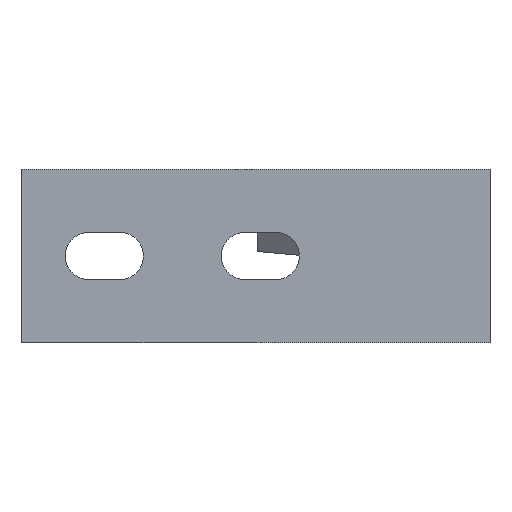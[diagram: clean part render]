
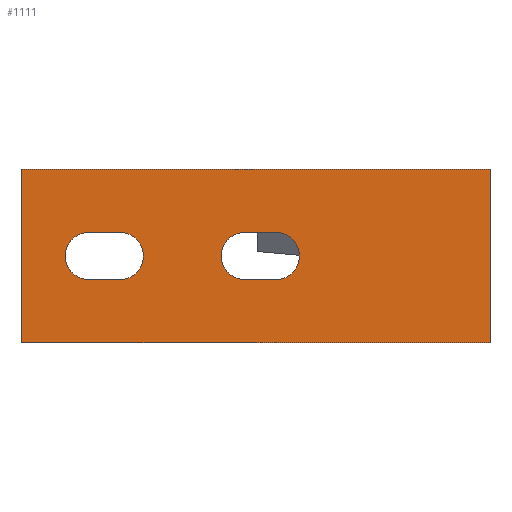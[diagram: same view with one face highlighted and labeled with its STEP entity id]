
A CAD part, left-side view. The second image highlights one B-rep face of the part: STEP entity #1111.
In plain terms, the highlighted face is planar.
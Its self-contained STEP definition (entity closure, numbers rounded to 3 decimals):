
#27 = VERTEX_POINT ( 'NONE', #820 ) ;
#31 = DIRECTION ( 'NONE',  ( 0., 1., 0. ) ) ;
#45 = EDGE_CURVE ( 'NONE', #1033, #27, #626, .T. ) ;
#64 = DIRECTION ( 'NONE',  ( 1., 0., 0. ) ) ;
#75 = VECTOR ( 'NONE', #1533, 1000. ) ;
#81 = VECTOR ( 'NONE', #64, 1000. ) ;
#127 = CARTESIAN_POINT ( 'NONE',  ( -5.5, 6., -2.5 ) ) ;
#145 = DIRECTION ( 'NONE',  ( 0., 0., 1. ) ) ;
#149 = EDGE_CURVE ( 'NONE', #1667, #1100, #332, .T. ) ;
#205 = CARTESIAN_POINT ( 'NONE',  ( -20., 6., 54. ) ) ;
#210 = CARTESIAN_POINT ( 'NONE',  ( 20., 6., 54. ) ) ;
#219 = ORIENTED_EDGE ( 'NONE', *, *, #830, .F. ) ;
#232 = LINE ( 'NONE', #205, #81 ) ;
#245 = EDGE_CURVE ( 'NONE', #706, #2102, #718, .T. ) ;
#258 = AXIS2_PLACEMENT_3D ( 'NONE', #507, #1778, #856 ) ;
#271 = CARTESIAN_POINT ( 'NONE',  ( -5.5, 6., -31.5 ) ) ;
#272 = CARTESIAN_POINT ( 'NONE',  ( 0., 6., -31.5 ) ) ;
#299 = EDGE_CURVE ( 'NONE', #1295, #1033, #1109, .T. ) ;
#302 = LINE ( 'NONE', #1476, #1461 ) ;
#330 = VERTEX_POINT ( 'NONE', #422 ) ;
#332 = LINE ( 'NONE', #1989, #1145 ) ;
#394 = DIRECTION ( 'NONE',  ( 0., 1., 0. ) ) ;
#401 = EDGE_CURVE ( 'NONE', #1000, #557, #576, .T. ) ;
#422 = CARTESIAN_POINT ( 'NONE',  ( -20., 6., 54. ) ) ;
#507 = CARTESIAN_POINT ( 'NONE',  ( 0., 6., 4.5 ) ) ;
#557 = VERTEX_POINT ( 'NONE', #1833 ) ;
#559 = LINE ( 'NONE', #2289, #1769 ) ;
#576 = LINE ( 'NONE', #210, #1494 ) ;
#582 = DIRECTION ( 'NONE',  ( 0., 0., 1. ) ) ;
#620 = DIRECTION ( 'NONE',  ( 0., 1., 0. ) ) ;
#626 = LINE ( 'NONE', #1766, #75 ) ;
#657 = EDGE_CURVE ( 'NONE', #2164, #1667, #952, .T. ) ;
#706 = VERTEX_POINT ( 'NONE', #1313 ) ;
#708 = EDGE_CURVE ( 'NONE', #330, #1222, #559, .T. ) ;
#718 = CIRCLE ( 'NONE', #1657, 5.5 ) ;
#727 = EDGE_CURVE ( 'NONE', #2102, #2164, #1299, .T. ) ;
#811 = ORIENTED_EDGE ( 'NONE', *, *, #149, .F. ) ;
#813 = CARTESIAN_POINT ( 'NONE',  ( -20., 6., -54. ) ) ;
#820 = CARTESIAN_POINT ( 'NONE',  ( 5.5, 6., -38.5 ) ) ;
#828 = AXIS2_PLACEMENT_3D ( 'NONE', #1176, #953, #1516 ) ;
#830 = EDGE_CURVE ( 'NONE', #2366, #1576, #1738, .T. ) ;
#844 = CIRCLE ( 'NONE', #1666, 5.5 ) ;
#856 = DIRECTION ( 'NONE',  ( 0., 0., 1. ) ) ;
#895 = ORIENTED_EDGE ( 'NONE', *, *, #1847, .F. ) ;
#931 = ORIENTED_EDGE ( 'NONE', *, *, #2357, .T. ) ;
#952 = CIRCLE ( 'NONE', #2336, 5.5 ) ;
#953 = DIRECTION ( 'NONE',  ( 0., 1., 0. ) ) ;
#958 = DIRECTION ( 'NONE',  ( 0., 0., -1. ) ) ;
#1000 = VERTEX_POINT ( 'NONE', #1277 ) ;
#1005 = EDGE_LOOP ( 'NONE', ( #1269, #219, #895, #2127, #1017 ) ) ;
#1017 = ORIENTED_EDGE ( 'NONE', *, *, #299, .F. ) ;
#1022 = EDGE_CURVE ( 'NONE', #1222, #557, #302, .T. ) ;
#1033 = VERTEX_POINT ( 'NONE', #1839 ) ;
#1100 = VERTEX_POINT ( 'NONE', #2096 ) ;
#1109 = CIRCLE ( 'NONE', #828, 5.5 ) ;
#1111 = ADVANCED_FACE ( 'NONE', ( #1852, #1124, #1890 ), #2083, .T. ) ;
#1124 = FACE_BOUND ( 'NONE', #1005, .T. ) ;
#1145 = VECTOR ( 'NONE', #2323, 1000. ) ;
#1147 = DIRECTION ( 'NONE',  ( 0., 0., -1. ) ) ;
#1176 = CARTESIAN_POINT ( 'NONE',  ( 0., 6., -31.5 ) ) ;
#1177 = CARTESIAN_POINT ( 'NONE',  ( 5.5, 6., 4.5 ) ) ;
#1222 = VERTEX_POINT ( 'NONE', #813 ) ;
#1269 = ORIENTED_EDGE ( 'NONE', *, *, #1978, .F. ) ;
#1270 = DIRECTION ( 'NONE',  ( 0., 1., 0. ) ) ;
#1277 = CARTESIAN_POINT ( 'NONE',  ( 20., 6., 54. ) ) ;
#1281 = ORIENTED_EDGE ( 'NONE', *, *, #245, .F. ) ;
#1295 = VERTEX_POINT ( 'NONE', #1991 ) ;
#1299 = LINE ( 'NONE', #1177, #2088 ) ;
#1313 = CARTESIAN_POINT ( 'NONE',  ( 0., 6., 10. ) ) ;
#1461 = VECTOR ( 'NONE', #2372, 1000. ) ;
#1476 = CARTESIAN_POINT ( 'NONE',  ( -20., 6., -54. ) ) ;
#1487 = CARTESIAN_POINT ( 'NONE',  ( 0., 6., -2.5 ) ) ;
#1494 = VECTOR ( 'NONE', #958, 1000. ) ;
#1505 = CIRCLE ( 'NONE', #258, 5.5 ) ;
#1516 = DIRECTION ( 'NONE',  ( 0., 0., 1. ) ) ;
#1533 = DIRECTION ( 'NONE',  ( 0., 0., -1. ) ) ;
#1542 = EDGE_LOOP ( 'NONE', ( #1660, #811, #2135, #1632, #1281 ) ) ;
#1576 = VERTEX_POINT ( 'NONE', #1768 ) ;
#1600 = AXIS2_PLACEMENT_3D ( 'NONE', #1896, #31, #2263 ) ;
#1632 = ORIENTED_EDGE ( 'NONE', *, *, #727, .F. ) ;
#1657 = AXIS2_PLACEMENT_3D ( 'NONE', #1810, #1270, #145 ) ;
#1660 = ORIENTED_EDGE ( 'NONE', *, *, #1708, .F. ) ;
#1666 = AXIS2_PLACEMENT_3D ( 'NONE', #272, #620, #1762 ) ;
#1667 = VERTEX_POINT ( 'NONE', #127 ) ;
#1671 = DIRECTION ( 'NONE',  ( 0., 1., 0. ) ) ;
#1702 = DIRECTION ( 'NONE',  ( 0., 0., 1. ) ) ;
#1708 = EDGE_CURVE ( 'NONE', #1100, #706, #1505, .T. ) ;
#1721 = ORIENTED_EDGE ( 'NONE', *, *, #401, .T. ) ;
#1738 = LINE ( 'NONE', #271, #1854 ) ;
#1762 = DIRECTION ( 'NONE',  ( 0., 0., 1. ) ) ;
#1766 = CARTESIAN_POINT ( 'NONE',  ( 5.5, 6., -31.5 ) ) ;
#1768 = CARTESIAN_POINT ( 'NONE',  ( -5.5, 6., -31.5 ) ) ;
#1769 = VECTOR ( 'NONE', #2085, 1000. ) ;
#1777 = AXIS2_PLACEMENT_3D ( 'NONE', #2072, #1671, #582 ) ;
#1778 = DIRECTION ( 'NONE',  ( 0., 1., 0. ) ) ;
#1810 = CARTESIAN_POINT ( 'NONE',  ( 0., 6., 4.5 ) ) ;
#1833 = CARTESIAN_POINT ( 'NONE',  ( 20., 6., -54. ) ) ;
#1839 = CARTESIAN_POINT ( 'NONE',  ( 5.5, 6., -31.5 ) ) ;
#1847 = EDGE_CURVE ( 'NONE', #27, #2366, #1908, .T. ) ;
#1852 = FACE_BOUND ( 'NONE', #1542, .T. ) ;
#1853 = CARTESIAN_POINT ( 'NONE',  ( 5.5, 6., 4.5 ) ) ;
#1854 = VECTOR ( 'NONE', #1968, 1000. ) ;
#1890 = FACE_OUTER_BOUND ( 'NONE', #1914, .T. ) ;
#1896 = CARTESIAN_POINT ( 'NONE',  ( 0., 6., -38.5 ) ) ;
#1908 = CIRCLE ( 'NONE', #1600, 5.5 ) ;
#1914 = EDGE_LOOP ( 'NONE', ( #931, #1721, #2377, #2133 ) ) ;
#1968 = DIRECTION ( 'NONE',  ( 0., 0., 1. ) ) ;
#1978 = EDGE_CURVE ( 'NONE', #1576, #1295, #844, .T. ) ;
#1989 = CARTESIAN_POINT ( 'NONE',  ( -5.5, 6., 4.5 ) ) ;
#1991 = CARTESIAN_POINT ( 'NONE',  ( 0., 6., -26. ) ) ;
#2023 = CARTESIAN_POINT ( 'NONE',  ( 5.5, 6., -2.5 ) ) ;
#2072 = CARTESIAN_POINT ( 'NONE',  ( 0., 6., 0. ) ) ;
#2083 = PLANE ( 'NONE',  #1777 ) ;
#2085 = DIRECTION ( 'NONE',  ( 0., 0., -1. ) ) ;
#2088 = VECTOR ( 'NONE', #1147, 1000. ) ;
#2096 = CARTESIAN_POINT ( 'NONE',  ( -5.5, 6., 4.5 ) ) ;
#2102 = VERTEX_POINT ( 'NONE', #1853 ) ;
#2127 = ORIENTED_EDGE ( 'NONE', *, *, #45, .F. ) ;
#2133 = ORIENTED_EDGE ( 'NONE', *, *, #708, .F. ) ;
#2135 = ORIENTED_EDGE ( 'NONE', *, *, #657, .F. ) ;
#2164 = VERTEX_POINT ( 'NONE', #2023 ) ;
#2263 = DIRECTION ( 'NONE',  ( 0., 0., 1. ) ) ;
#2276 = CARTESIAN_POINT ( 'NONE',  ( -5.5, 6., -38.5 ) ) ;
#2289 = CARTESIAN_POINT ( 'NONE',  ( -20., 6., 54. ) ) ;
#2323 = DIRECTION ( 'NONE',  ( 0., 0., 1. ) ) ;
#2336 = AXIS2_PLACEMENT_3D ( 'NONE', #1487, #394, #1702 ) ;
#2357 = EDGE_CURVE ( 'NONE', #330, #1000, #232, .T. ) ;
#2366 = VERTEX_POINT ( 'NONE', #2276 ) ;
#2372 = DIRECTION ( 'NONE',  ( 1., 0., 0. ) ) ;
#2377 = ORIENTED_EDGE ( 'NONE', *, *, #1022, .F. ) ;
